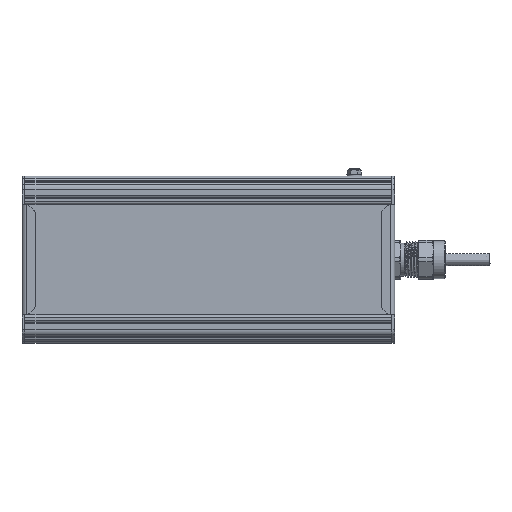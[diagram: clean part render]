
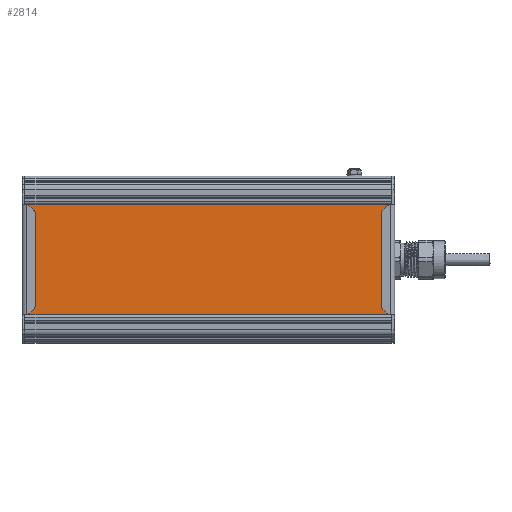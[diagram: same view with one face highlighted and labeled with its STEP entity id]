
A CAD part, front view. The second image highlights one B-rep face of the part: STEP entity #2814.
In plain terms, the highlighted face is planar.
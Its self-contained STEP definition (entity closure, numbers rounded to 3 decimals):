
#2814=ADVANCED_FACE('',(#9239),#9241,.T.);
#9239=FACE_BOUND('',#9240,.T.);
#9240=EDGE_LOOP('',(#31480,#31481,#31482,#31483));
#9241=PLANE('',#9242);
#9242=AXIS2_PLACEMENT_3D('',#9243,#9244,#9245);
#9243=CARTESIAN_POINT('',(120.465,593.492,117.308));
#9244=DIRECTION('',(0.,0.,-1.));
#9245=DIRECTION('',(0.,1.,0.));
#31480=ORIENTED_EDGE('',*,*,#35252,.T.);
#31481=ORIENTED_EDGE('',*,*,#35251,.F.);
#31482=ORIENTED_EDGE('',*,*,#35253,.T.);
#31483=ORIENTED_EDGE('',*,*,#35254,.T.);
#35251=EDGE_CURVE('',#38211,#38209,#38213,.T.);
#35252=EDGE_CURVE('',#38214,#38209,#38215,.T.);
#35253=EDGE_CURVE('',#38211,#38216,#38217,.T.);
#35254=EDGE_CURVE('',#38216,#38214,#38218,.T.);
#38209=VERTEX_POINT('',#47968);
#38211=VERTEX_POINT('',#47972);
#38213=LINE('',#47976,#47977);
#38214=VERTEX_POINT('',#47979);
#38215=LINE('',#47980,#47981);
#38216=VERTEX_POINT('',#47983);
#38217=LINE('',#47984,#47985);
#38218=LINE('',#47987,#47988);
#47968=CARTESIAN_POINT('',(366.465,593.492,117.308));
#47972=CARTESIAN_POINT('',(120.465,593.492,117.308));
#47976=CARTESIAN_POINT('',(120.465,593.492,117.308));
#47977=VECTOR('',#47978,1.);
#47978=DIRECTION('',(1.,0.,0.));
#47979=CARTESIAN_POINT('',(366.465,679.838,117.308));
#47980=CARTESIAN_POINT('',(366.465,679.838,117.308));
#47981=VECTOR('',#47982,1.);
#47982=DIRECTION('',(0.,-1.,0.));
#47983=CARTESIAN_POINT('',(120.465,679.838,117.308));
#47984=CARTESIAN_POINT('',(120.465,593.492,117.308));
#47985=VECTOR('',#47986,1.);
#47986=DIRECTION('',(0.,1.,0.));
#47987=CARTESIAN_POINT('',(120.465,679.838,117.308));
#47988=VECTOR('',#47989,1.);
#47989=DIRECTION('',(1.,0.,0.));
